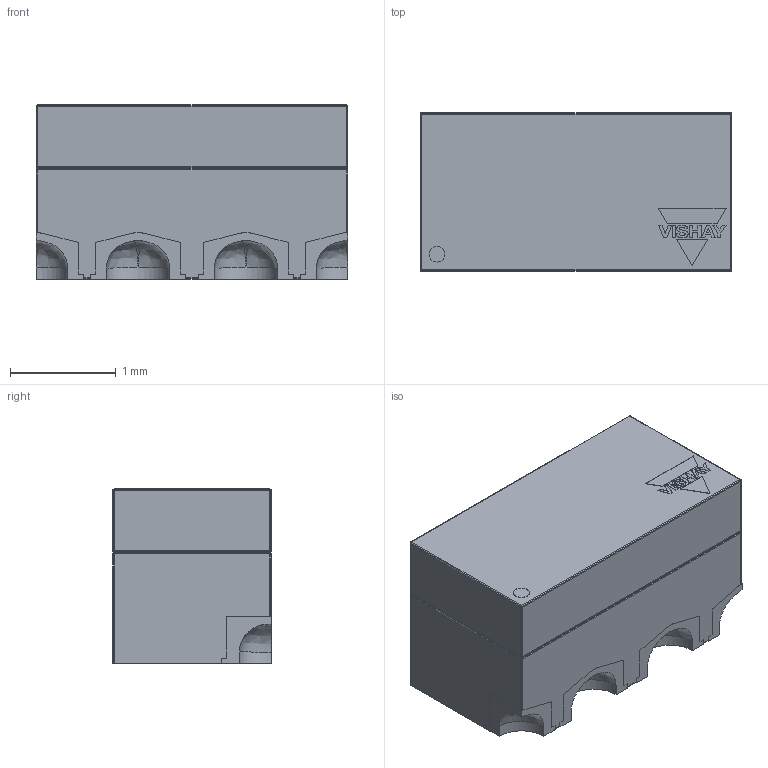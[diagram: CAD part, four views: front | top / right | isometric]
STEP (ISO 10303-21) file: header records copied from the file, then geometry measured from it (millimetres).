
FILE_DESCRIPTION (( 'STEP AP214' ), '1' );
FILE_NAME ('VEML3235SL.STEP', '2024-07-17T15:35:47', ( '' ), ( '' ), 'SwSTEP 2.0', 'SolidWorks 2022', '' );
FILE_SCHEMA (( 'AUTOMOTIVE_DESIGN' ));
Length unit declared in the file: millimetre
Products named in the file (5): top^Vishay_-_VEML3235SL.step; base.step; VEML3235SL; logo^Vishay_-_VEML3235SL.step; terminal^Vishay_-_VEML3235SL.step
Assembly tree (4 placements, depth 2):
  VEML3235SL
    terminal^Vishay_-_VEML3235SL.step
    base.step
    top^Vishay_-_VEML3235SL.step
    logo^Vishay_-_VEML3235SL.step
Bounding box: 2.95 x 1.5 x 1.65 mm (x, y, z)
Volume: 7.2 mm3; surface area: 38.8 mm2
Topology: 15 solids, 15 shells, 273 faces, 661 edges, 414 vertices
Faces by surface type: plane 158, cylinder 69, sphere 24, bspline 22
Entity records: 8449 total; most frequent: CARTESIAN_POINT 1885, ORIENTED_EDGE 1314, DIRECTION 1249, EDGE_CURVE 657, VECTOR 461, LINE 461, VERTEX_POINT 414, AXIS2_PLACEMENT_3D 394
